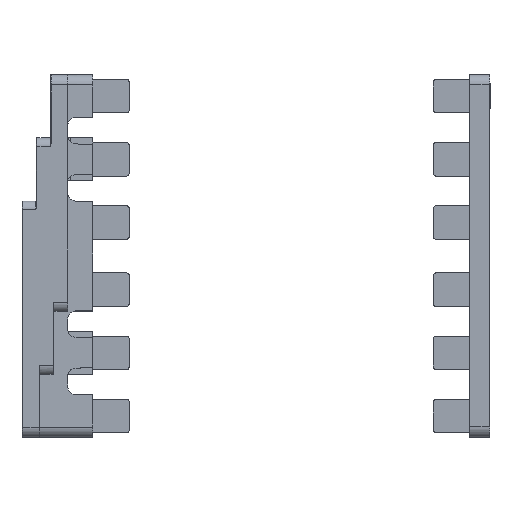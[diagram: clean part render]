
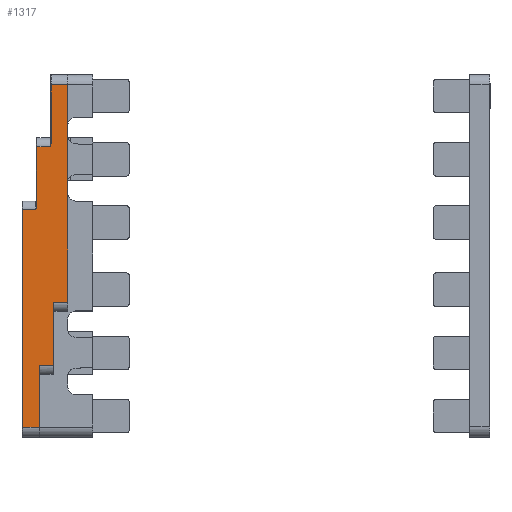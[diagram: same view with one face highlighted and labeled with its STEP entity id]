
A CAD part, top view. The second image highlights one B-rep face of the part: STEP entity #1317.
In plain terms, the highlighted planar face has unit normal (0, 0, 1).
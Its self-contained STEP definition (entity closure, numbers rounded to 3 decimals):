
#408=B_SPLINE_CURVE_WITH_KNOTS('',3,(#19075,#19076,#19077,#19078,#19079,
#19080,#19081,#19082,#19083,#19084),.UNSPECIFIED.,.F.,.F.,(4,3,3,4),(0.,
0.477,0.993,1.),.UNSPECIFIED.);
#409=B_SPLINE_CURVE_WITH_KNOTS('',3,(#19097,#19098,#19099,#19100,#19101,
#19102,#19103,#19104,#19105,#19106),.UNSPECIFIED.,.F.,.F.,(4,3,3,4),(0.,
0.477,0.993,1.),.UNSPECIFIED.);
#854=PLANE('',#12225);
#1317=ADVANCED_FACE('',(#2076),#854,.T.);
#2076=FACE_OUTER_BOUND('',#2681,.T.);
#2681=EDGE_LOOP('',(#6837,#6838,#6839,#6840,#6841,#6842,#6843,#6844,#6845,
#6846,#6847,#6848,#6849,#6850,#6851,#6852));
#3075=LINE('',#16198,#4102);
#3119=LINE('',#16535,#4146);
#3120=LINE('',#16539,#4147);
#3272=LINE('',#17820,#4316);
#3274=LINE('',#17828,#4318);
#3402=LINE('',#18669,#4452);
#3535=LINE('',#18982,#4585);
#3536=LINE('',#18984,#4586);
#3537=LINE('',#18990,#4587);
#3538=LINE('',#18992,#4588);
#3539=LINE('',#18994,#4589);
#3540=LINE('',#18998,#4590);
#3541=LINE('',#19002,#4591);
#3542=LINE('',#19004,#4592);
#4102=VECTOR('',#12977,1.);
#4146=VECTOR('',#13135,1.);
#4147=VECTOR('',#13140,1.);
#4316=VECTOR('',#13511,1.);
#4318=VECTOR('',#13519,1.);
#4452=VECTOR('',#13923,1.);
#4585=VECTOR('',#14236,1.);
#4586=VECTOR('',#14239,1.);
#4587=VECTOR('',#14246,1.);
#4588=VECTOR('',#14247,1.);
#4589=VECTOR('',#14250,1.);
#4590=VECTOR('',#14255,1.);
#4591=VECTOR('',#14260,1.);
#4592=VECTOR('',#14261,1.);
#6837=ORIENTED_EDGE('',*,*,#10423,.T.);
#6838=ORIENTED_EDGE('',*,*,#10422,.T.);
#6839=ORIENTED_EDGE('',*,*,#10426,.T.);
#6840=ORIENTED_EDGE('',*,*,#10429,.F.);
#6841=ORIENTED_EDGE('',*,*,#10428,.F.);
#6842=ORIENTED_EDGE('',*,*,#10424,.T.);
#6843=ORIENTED_EDGE('',*,*,#10254,.F.);
#6844=ORIENTED_EDGE('',*,*,#10418,.T.);
#6845=ORIENTED_EDGE('',*,*,#9741,.T.);
#6846=ORIENTED_EDGE('',*,*,#10458,.T.);
#6847=ORIENTED_EDGE('',*,*,#10026,.T.);
#6848=ORIENTED_EDGE('',*,*,#9650,.T.);
#6849=ORIENTED_EDGE('',*,*,#10459,.T.);
#6850=ORIENTED_EDGE('',*,*,#10022,.T.);
#6851=ORIENTED_EDGE('',*,*,#9739,.T.);
#6852=ORIENTED_EDGE('',*,*,#10419,.T.);
#8441=VERTEX_POINT('',#16192);
#8444=VERTEX_POINT('',#16197);
#8528=VERTEX_POINT('',#16534);
#8529=VERTEX_POINT('',#16536);
#8530=VERTEX_POINT('',#16540);
#8531=VERTEX_POINT('',#16541);
#8730=VERTEX_POINT('',#17821);
#8733=VERTEX_POINT('',#17829);
#8864=VERTEX_POINT('',#18668);
#8865=VERTEX_POINT('',#18670);
#8955=VERTEX_POINT('',#18985);
#8956=VERTEX_POINT('',#18989);
#8957=VERTEX_POINT('',#18991);
#8958=VERTEX_POINT('',#18995);
#8959=VERTEX_POINT('',#18999);
#8960=VERTEX_POINT('',#19003);
#9650=EDGE_CURVE('',#8441,#8444,#3075,.T.);
#9739=EDGE_CURVE('',#8529,#8528,#3119,.T.);
#9741=EDGE_CURVE('',#8530,#8531,#3120,.T.);
#10022=EDGE_CURVE('',#8730,#8529,#3272,.T.);
#10026=EDGE_CURVE('',#8733,#8441,#3274,.T.);
#10254=EDGE_CURVE('',#8864,#8865,#3402,.T.);
#10418=EDGE_CURVE('',#8864,#8530,#3535,.T.);
#10419=EDGE_CURVE('',#8528,#8955,#3536,.T.);
#10422=EDGE_CURVE('',#8957,#8956,#3537,.T.);
#10423=EDGE_CURVE('',#8955,#8957,#3538,.T.);
#10424=EDGE_CURVE('',#8958,#8865,#3539,.T.);
#10426=EDGE_CURVE('',#8956,#8959,#3540,.T.);
#10428=EDGE_CURVE('',#8958,#8960,#3541,.T.);
#10429=EDGE_CURVE('',#8960,#8959,#3542,.T.);
#10458=EDGE_CURVE('',#8531,#8733,#408,.T.);
#10459=EDGE_CURVE('',#8444,#8730,#409,.T.);
#12225=AXIS2_PLACEMENT_3D('',#19107,#14352,#14353);
#12977=DIRECTION('',(0.,-1.,0.));
#13135=DIRECTION('',(0.,-1.,0.));
#13140=DIRECTION('',(0.,-1.,0.));
#13511=DIRECTION('',(-1.,0.,0.));
#13519=DIRECTION('',(-1.,0.,0.));
#13923=DIRECTION('',(0.,-1.,0.));
#14236=DIRECTION('',(-1.,0.,0.));
#14239=DIRECTION('',(1.,0.,0.));
#14246=DIRECTION('',(0.,1.,0.));
#14247=DIRECTION('',(0.,1.,0.));
#14250=DIRECTION('',(1.,0.,0.));
#14255=DIRECTION('',(1.,0.,0.));
#14260=DIRECTION('',(0.,-1.,0.));
#14261=DIRECTION('',(0.,-1.,0.));
#14352=DIRECTION('',(0.,0.,1.));
#14353=DIRECTION('',(0.,1.,0.));
#16192=CARTESIAN_POINT('',(-94.7,40.4,100.2));
#16197=CARTESIAN_POINT('',(-94.7,17.549,100.2));
#16198=CARTESIAN_POINT('',(-94.7,68.3,100.2));
#16534=CARTESIAN_POINT('',(-100.2,-68.3,100.2));
#16535=CARTESIAN_POINT('',(-100.2,68.3,100.2));
#16536=CARTESIAN_POINT('',(-100.2,15.9,100.2));
#16539=CARTESIAN_POINT('',(-89.2,40.4,100.2));
#16540=CARTESIAN_POINT('',(-89.2,64.3,100.2));
#16541=CARTESIAN_POINT('',(-89.2,42.049,100.2));
#17820=CARTESIAN_POINT('',(-99.,15.9,100.2));
#17821=CARTESIAN_POINT('',(-95.1,15.9,100.2));
#17828=CARTESIAN_POINT('',(-94.2,40.4,100.2));
#17829=CARTESIAN_POINT('',(-89.6,40.4,100.2));
#18668=CARTESIAN_POINT('',(-82.8,64.3,100.2));
#18669=CARTESIAN_POINT('',(-82.8,-43.503,100.2));
#18670=CARTESIAN_POINT('',(-82.8,-19.836,100.2));
#18982=CARTESIAN_POINT('',(-89.4,64.3,100.2));
#18984=CARTESIAN_POINT('',(-92.2,-68.3,100.2));
#18985=CARTESIAN_POINT('',(-93.8,-68.3,100.2));
#18989=CARTESIAN_POINT('',(-93.8,-44.336,100.2));
#18990=CARTESIAN_POINT('',(-93.8,68.3,100.2));
#18991=CARTESIAN_POINT('',(-93.8,-46.125,100.2));
#18992=CARTESIAN_POINT('',(-93.8,68.3,100.2));
#18994=CARTESIAN_POINT('',(-83.,-19.836,100.2));
#18995=CARTESIAN_POINT('',(-88.3,-19.836,100.2));
#18998=CARTESIAN_POINT('',(-87.8,-44.336,100.2));
#18999=CARTESIAN_POINT('',(-88.3,-44.336,100.2));
#19002=CARTESIAN_POINT('',(-88.3,-59.066,100.2));
#19003=CARTESIAN_POINT('',(-88.3,-21.625,100.2));
#19004=CARTESIAN_POINT('',(-88.3,-59.066,100.2));
#19075=CARTESIAN_POINT('',(-89.2,42.049,100.2));
#19076=CARTESIAN_POINT('',(-89.2,41.779,100.2));
#19077=CARTESIAN_POINT('',(-89.254,41.51,100.2));
#19078=CARTESIAN_POINT('',(-89.324,41.249,100.2));
#19079=CARTESIAN_POINT('',(-89.4,40.965,100.2));
#19080=CARTESIAN_POINT('',(-89.498,40.688,100.2));
#19081=CARTESIAN_POINT('',(-89.596,40.411,100.2));
#19082=CARTESIAN_POINT('',(-89.597,40.407,100.2));
#19083=CARTESIAN_POINT('',(-89.599,40.404,100.2));
#19084=CARTESIAN_POINT('',(-89.6,40.4,100.2));
#19097=CARTESIAN_POINT('',(-94.7,17.549,100.2));
#19098=CARTESIAN_POINT('',(-94.7,17.279,100.2));
#19099=CARTESIAN_POINT('',(-94.754,17.01,100.2));
#19100=CARTESIAN_POINT('',(-94.824,16.749,100.2));
#19101=CARTESIAN_POINT('',(-94.9,16.465,100.2));
#19102=CARTESIAN_POINT('',(-94.998,16.188,100.2));
#19103=CARTESIAN_POINT('',(-95.096,15.911,100.2));
#19104=CARTESIAN_POINT('',(-95.097,15.907,100.2));
#19105=CARTESIAN_POINT('',(-95.099,15.904,100.2));
#19106=CARTESIAN_POINT('',(-95.1,15.9,100.2));
#19107=CARTESIAN_POINT('',(-89.4,68.3,100.2));
